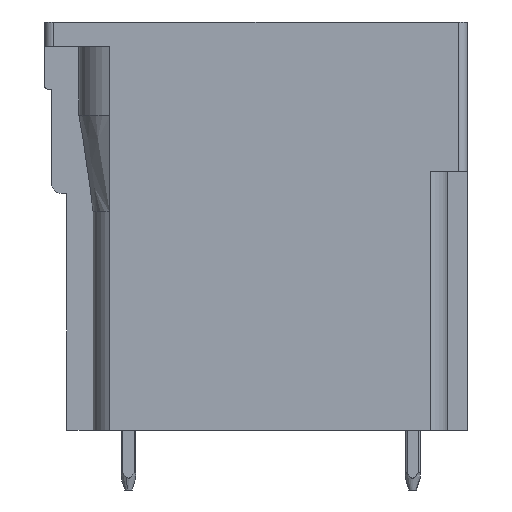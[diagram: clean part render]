
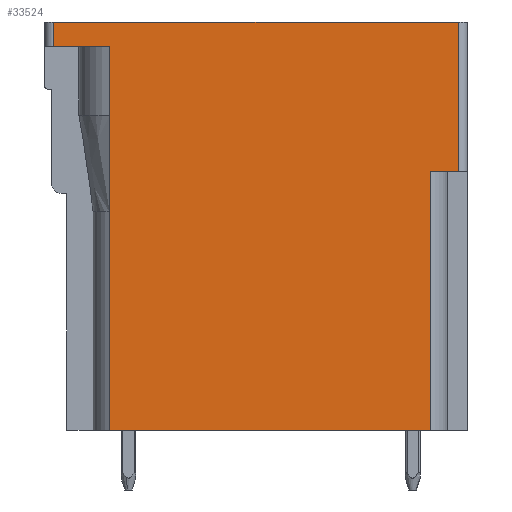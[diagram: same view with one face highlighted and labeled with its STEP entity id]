
A CAD part, left-side view. The second image highlights one B-rep face of the part: STEP entity #33524.
In plain terms, the highlighted planar face has unit normal (-1, 0, 0).
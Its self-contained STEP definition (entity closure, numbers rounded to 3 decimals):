
#33500=AXIS2_PLACEMENT_3D('Plane Axis2P3D',#33497,#33498,#33499) ;
#110=CARTESIAN_POINT('Vertex',(0.,22.2,25.1)) ;
#113=CARTESIAN_POINT('Line Origine',(0.,11.35,25.1)) ;
#117=CARTESIAN_POINT('Vertex',(0.,0.5,25.1)) ;
#3907=CARTESIAN_POINT('Vertex',(0.,2.,3.2)) ;
#3923=CARTESIAN_POINT('Vertex',(0.,2.,17.1)) ;
#3926=CARTESIAN_POINT('Line Origine',(0.,2.,10.15)) ;
#26810=CARTESIAN_POINT('Vertex',(0.,0.5,17.1)) ;
#26813=CARTESIAN_POINT('Line Origine',(0.,1.25,17.1)) ;
#32542=CARTESIAN_POINT('Line Origine',(0.,0.5,14.15)) ;
#33024=CARTESIAN_POINT('Line Origine',(0.,10.6,3.2)) ;
#33028=CARTESIAN_POINT('Vertex',(0.,19.2,3.2)) ;
#33478=CARTESIAN_POINT('Line Origine',(0.,22.2,14.15)) ;
#33482=CARTESIAN_POINT('Vertex',(0.,22.2,23.8)) ;
#33497=CARTESIAN_POINT('Axis2P3D Location',(0.,0.,0.)) ;
#33502=CARTESIAN_POINT('Line Origine',(0.,20.7,23.8)) ;
#33506=CARTESIAN_POINT('Vertex',(0.,19.2,23.8)) ;
#33509=CARTESIAN_POINT('Line Origine',(0.,19.2,13.5)) ;
#114=DIRECTION('Vector Direction',(0.,-1.,0.)) ;
#3927=DIRECTION('Vector Direction',(0.,0.,1.)) ;
#26814=DIRECTION('Vector Direction',(0.,-1.,0.)) ;
#32543=DIRECTION('Vector Direction',(0.,0.,1.)) ;
#33025=DIRECTION('Vector Direction',(0.,-1.,0.)) ;
#33479=DIRECTION('Vector Direction',(0.,0.,1.)) ;
#33498=DIRECTION('Axis2P3D Direction',(-1.,0.,0.)) ;
#33499=DIRECTION('Axis2P3D XDirection',(0.,0.,1.)) ;
#33503=DIRECTION('Vector Direction',(0.,-1.,0.)) ;
#33510=DIRECTION('Vector Direction',(0.,0.,1.)) ;
#115=VECTOR('Line Direction',#114,1.) ;
#3928=VECTOR('Line Direction',#3927,1.) ;
#26815=VECTOR('Line Direction',#26814,1.) ;
#32544=VECTOR('Line Direction',#32543,1.) ;
#33026=VECTOR('Line Direction',#33025,1.) ;
#33480=VECTOR('Line Direction',#33479,1.) ;
#33504=VECTOR('Line Direction',#33503,1.) ;
#33511=VECTOR('Line Direction',#33510,1.) ;
#33515=ORIENTED_EDGE('',*,*,#33030,.T.) ;
#33516=ORIENTED_EDGE('',*,*,#3930,.T.) ;
#33517=ORIENTED_EDGE('',*,*,#26817,.F.) ;
#33518=ORIENTED_EDGE('',*,*,#32546,.T.) ;
#33519=ORIENTED_EDGE('',*,*,#119,.T.) ;
#33520=ORIENTED_EDGE('',*,*,#33484,.T.) ;
#33521=ORIENTED_EDGE('',*,*,#33508,.F.) ;
#33522=ORIENTED_EDGE('',*,*,#33513,.F.) ;
#33524=ADVANCED_FACE('HOUSING',(#33523),#33501,.T.) ;
#119=EDGE_CURVE('',#118,#111,#116,.F.) ;
#3930=EDGE_CURVE('',#3908,#3924,#3929,.T.) ;
#26817=EDGE_CURVE('',#26811,#3924,#26816,.F.) ;
#32546=EDGE_CURVE('',#26811,#118,#32545,.T.) ;
#33030=EDGE_CURVE('',#33029,#3908,#33027,.T.) ;
#33484=EDGE_CURVE('',#111,#33483,#33481,.F.) ;
#33508=EDGE_CURVE('',#33507,#33483,#33505,.F.) ;
#33513=EDGE_CURVE('',#33029,#33507,#33512,.T.) ;
#33514=EDGE_LOOP('',(#33515,#33516,#33517,#33518,#33519,#33520,#33521,#33522)) ;
#33523=FACE_OUTER_BOUND('',#33514,.T.) ;
#116=LINE('Line',#113,#115) ;
#3929=LINE('Line',#3926,#3928) ;
#26816=LINE('Line',#26813,#26815) ;
#32545=LINE('Line',#32542,#32544) ;
#33027=LINE('Line',#33024,#33026) ;
#33481=LINE('Line',#33478,#33480) ;
#33505=LINE('Line',#33502,#33504) ;
#33512=LINE('Line',#33509,#33511) ;
#33501=PLANE('',#33500) ;
#111=VERTEX_POINT('',#110) ;
#118=VERTEX_POINT('',#117) ;
#3908=VERTEX_POINT('',#3907) ;
#3924=VERTEX_POINT('',#3923) ;
#26811=VERTEX_POINT('',#26810) ;
#33029=VERTEX_POINT('',#33028) ;
#33483=VERTEX_POINT('',#33482) ;
#33507=VERTEX_POINT('',#33506) ;
